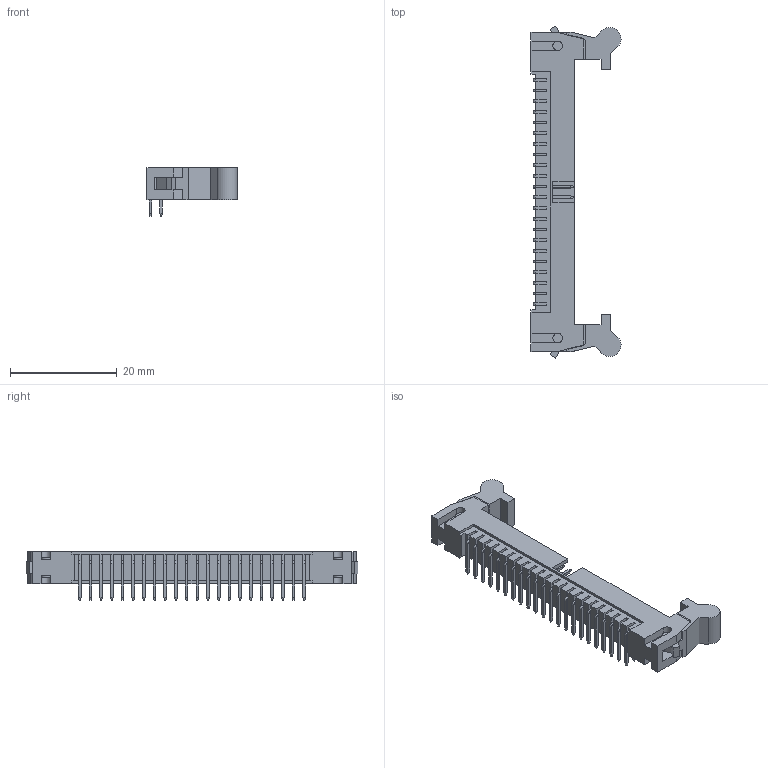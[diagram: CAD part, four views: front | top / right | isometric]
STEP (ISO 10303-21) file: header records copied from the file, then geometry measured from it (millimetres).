
FILE_DESCRIPTION(/* description */ ('Unknown'),/* implementation_level */ '2;1');
FILE_NAME(/* name */ 'J_Wurth_WR-BHD_62504422121',/* time_stamp */ '2025-05-19T14:28:15+08:00',/* author */ ('Unknown'),/* organization */ ('Unknown'),/* preprocessor_version */ 'ST-DEVELOPER v19.4',/* originating_system */ 'Solid Edge',/* authorisation */ 'Unknown');
FILE_SCHEMA (('AUTOMOTIVE_DESIGN {1 0 10303 214 3 1 1}'));
Length unit declared in the file: millimetre
Products named in the file (2): J_Wurth_WR-BHD_62504422121
Assembly tree (1 placements, depth 2):
  J_Wurth_WR-BHD_62504422121
    J_Wurth_WR-BHD_62504422121
Bounding box: 16.84 x 62.12 x 9.15 mm (x, y, z)
Volume: 2075.4 mm3; surface area: 4675 mm2
Topology: 47 solids, 47 shells, 1236 faces, 3186 edges, 1996 vertices
Faces by surface type: plane 1158, cylinder 74, cone 4
Full cylindrical faces by diameter (mm): 1.8 x4
Entity records: 36890 total; most frequent: CARTESIAN_POINT 6428, ORIENTED_EDGE 6364, DIRECTION 5810, EDGE_CURVE 3182, LINE 3022, VECTOR 3022, VERTEX_POINT 1996, AXIS2_PLACEMENT_3D 1394
